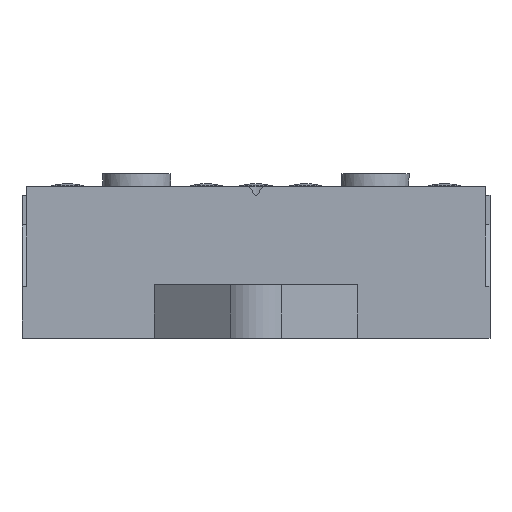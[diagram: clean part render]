
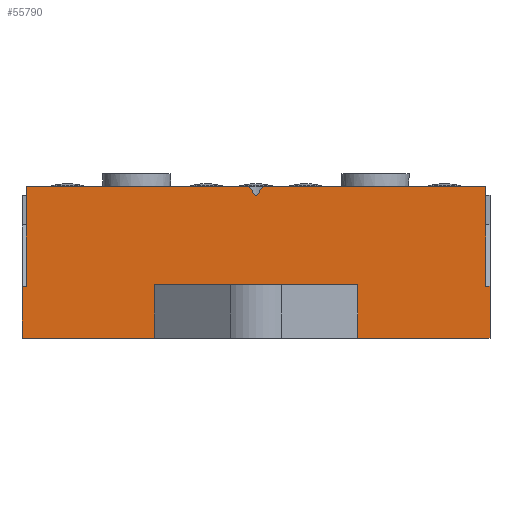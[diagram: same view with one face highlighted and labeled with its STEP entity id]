
A CAD part, front view. The second image highlights one B-rep face of the part: STEP entity #55790.
In plain terms, the highlighted face is planar.
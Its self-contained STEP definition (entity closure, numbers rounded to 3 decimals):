
#2350=CARTESIAN_POINT('',(-413.891,20.337,
-20.546));
#2360=VERTEX_POINT('',#2350);
#2390=CARTESIAN_POINT('',(-433.947,20.337,
-20.546));
#2400=DIRECTION('',(1.,0.,0.));
#2410=VECTOR('',#2400,1.);
#2420=LINE('',#2390,#2410);
#2430=CARTESIAN_POINT('',(-398.659,20.337,
-20.546));
#2440=VERTEX_POINT('',#2430);
#2450=EDGE_CURVE('',#2360,#2440,#2420,.T.);
#2680=CARTESIAN_POINT('',(-375.124,20.337,
-20.546));
#2690=VERTEX_POINT('',#2680);
#2720=CARTESIAN_POINT('',(-433.947,20.337,
-20.546));
#2730=DIRECTION('',(1.,0.,0.));
#2740=VECTOR('',#2730,1.);
#2750=LINE('',#2720,#2740);
#2760=CARTESIAN_POINT('',(-359.891,20.337,
-20.546));
#2770=VERTEX_POINT('',#2760);
#2780=EDGE_CURVE('',#2690,#2770,#2750,.T.);
#4710=CARTESIAN_POINT('',(-386.091,37.837,
-20.546));
#4720=VERTEX_POINT('',#4710);
#4870=CARTESIAN_POINT('',(-360.391,37.837,
-20.546));
#4880=VERTEX_POINT('',#4870);
#4910=CARTESIAN_POINT('',(-413.401,37.837,
-20.546));
#4920=DIRECTION('',(1.,0.,0.));
#4930=VECTOR('',#4920,1.);
#4940=LINE('',#4910,#4930);
#4950=EDGE_CURVE('',#4720,#4880,#4940,.T.);
#19300=CARTESIAN_POINT('',(-413.391,37.837,
-20.546));
#19310=VERTEX_POINT('',#19300);
#19320=CARTESIAN_POINT('',(-387.691,37.837,
-20.546));
#19330=VERTEX_POINT('',#19320);
#19340=EDGE_CURVE('',#19310,#19330,#4940,.T.);
#54700=CARTESIAN_POINT('',(-398.659,20.837,
-20.546));
#54710=DIRECTION('',(0.,1.,-0.));
#54720=VECTOR('',#54710,1.);
#54730=LINE('',#54700,#54720);
#54740=CARTESIAN_POINT('',(-398.659,26.537,
-20.546));
#54750=VERTEX_POINT('',#54740);
#54760=EDGE_CURVE('',#2440,#54750,#54730,.T.);
#54870=CARTESIAN_POINT('',(-375.124,20.837,
-20.546));
#54880=DIRECTION('',(-0.,0.,-1.));
#54890=DIRECTION('',(-1.,0.,0.));
#54900=AXIS2_PLACEMENT_3D('',#54870,#54880,#54890);
#54910=PLANE('',#54900);
#54920=CARTESIAN_POINT('',(-413.401,26.337,
-20.546));
#54930=DIRECTION('',(-1.,0.,0.));
#54940=VECTOR('',#54930,1.);
#54950=LINE('',#54920,#54940);
#54960=CARTESIAN_POINT('',(-359.891,26.337,
-20.546));
#54970=VERTEX_POINT('',#54960);
#54980=CARTESIAN_POINT('',(-360.391,26.337,
-20.546));
#54990=VERTEX_POINT('',#54980);
#55000=EDGE_CURVE('',#54970,#54990,#54950,.T.);
#55010=ORIENTED_EDGE('',*,*,#55000,.T.);
#55020=CARTESIAN_POINT('',(-359.891,20.837,
-20.546));
#55030=DIRECTION('',(0.,1.,-0.));
#55040=VECTOR('',#55030,1.);
#55050=LINE('',#55020,#55040);
#55060=EDGE_CURVE('',#2770,#54970,#55050,.T.);
#55070=ORIENTED_EDGE('',*,*,#55060,.T.);
#55080=ORIENTED_EDGE('',*,*,#2780,.T.);
#55090=CARTESIAN_POINT('',(-375.124,20.837,
-20.546));
#55100=DIRECTION('',(0.,1.,-0.));
#55110=VECTOR('',#55100,1.);
#55120=LINE('',#55090,#55110);
#55130=CARTESIAN_POINT('',(-375.124,26.537,
-20.546));
#55140=VERTEX_POINT('',#55130);
#55150=EDGE_CURVE('',#2690,#55140,#55120,.T.);
#55160=ORIENTED_EDGE('',*,*,#55150,.F.);
#55170=CARTESIAN_POINT('',(-413.401,26.537,
-20.546));
#55180=DIRECTION('',(-1.,0.,0.));
#55190=VECTOR('',#55180,1.);
#55200=LINE('',#55170,#55190);
#55210=EDGE_CURVE('',#55140,#54750,#55200,.T.);
#55220=ORIENTED_EDGE('',*,*,#55210,.F.);
#55230=ORIENTED_EDGE('',*,*,#54760,.T.);
#55240=ORIENTED_EDGE('',*,*,#2450,.T.);
#55250=CARTESIAN_POINT('',(-413.891,20.837,
-20.546));
#55260=DIRECTION('',(0.,1.,-0.));
#55270=VECTOR('',#55260,1.);
#55280=LINE('',#55250,#55270);
#55290=CARTESIAN_POINT('',(-413.891,26.337,
-20.546));
#55300=VERTEX_POINT('',#55290);
#55310=EDGE_CURVE('',#2360,#55300,#55280,.T.);
#55320=ORIENTED_EDGE('',*,*,#55310,.F.);
#55330=CARTESIAN_POINT('',(-413.401,26.337,
-20.546));
#55340=DIRECTION('',(1.,0.,0.));
#55350=VECTOR('',#55340,1.);
#55360=LINE('',#55330,#55350);
#55370=CARTESIAN_POINT('',(-413.391,26.337,
-20.546));
#55380=VERTEX_POINT('',#55370);
#55390=EDGE_CURVE('',#55300,#55380,#55360,.T.);
#55400=ORIENTED_EDGE('',*,*,#55390,.F.);
#55410=CARTESIAN_POINT('',(-413.391,20.837,
-20.546));
#55420=DIRECTION('',(0.,1.,-0.));
#55430=VECTOR('',#55420,1.);
#55440=LINE('',#55410,#55430);
#55450=EDGE_CURVE('',#55380,#19310,#55440,.T.);
#55460=ORIENTED_EDGE('',*,*,#55450,.F.);
#55470=ORIENTED_EDGE('',*,*,#19340,.F.);
#55480=CARTESIAN_POINT('',(-375.788,20.837,
-20.546));
#55490=DIRECTION('',(0.574,-0.819,0.));
#55500=VECTOR('',#55490,1.);
#55510=LINE('',#55480,#55500);
#55520=CARTESIAN_POINT('',(-386.991,36.837,
-20.546));
#55530=VERTEX_POINT('',#55520);
#55540=EDGE_CURVE('',#19330,#55530,#55510,.T.);
#55550=ORIENTED_EDGE('',*,*,#55540,.F.);
#55560=CARTESIAN_POINT('',(-413.401,36.837,
-20.546));
#55570=DIRECTION('',(1.,0.,0.));
#55580=VECTOR('',#55570,1.);
#55590=LINE('',#55560,#55580);
#55600=CARTESIAN_POINT('',(-386.792,36.837,
-20.546));
#55610=VERTEX_POINT('',#55600);
#55620=EDGE_CURVE('',#55530,#55610,#55590,.T.);
#55630=ORIENTED_EDGE('',*,*,#55620,.F.);
#55640=CARTESIAN_POINT('',(-397.995,20.837,
-20.546));
#55650=DIRECTION('',(0.574,0.819,0.));
#55660=VECTOR('',#55650,1.);
#55670=LINE('',#55640,#55660);
#55680=EDGE_CURVE('',#55610,#4720,#55670,.T.);
#55690=ORIENTED_EDGE('',*,*,#55680,.F.);
#55700=ORIENTED_EDGE('',*,*,#4950,.F.);
#55710=CARTESIAN_POINT('',(-360.391,20.837,
-20.546));
#55720=DIRECTION('',(0.,-1.,0.));
#55730=VECTOR('',#55720,1.);
#55740=LINE('',#55710,#55730);
#55750=EDGE_CURVE('',#4880,#54990,#55740,.T.);
#55760=ORIENTED_EDGE('',*,*,#55750,.F.);
#55770=EDGE_LOOP('',(#55760,#55700,#55690,#55630,#55550,#55470,#55460,
#55400,#55320,#55240,#55230,#55220,#55160,#55080,#55070,#55010));
#55780=FACE_OUTER_BOUND('',#55770,.T.);
#55790=ADVANCED_FACE('',(#55780),#54910,.F.);
